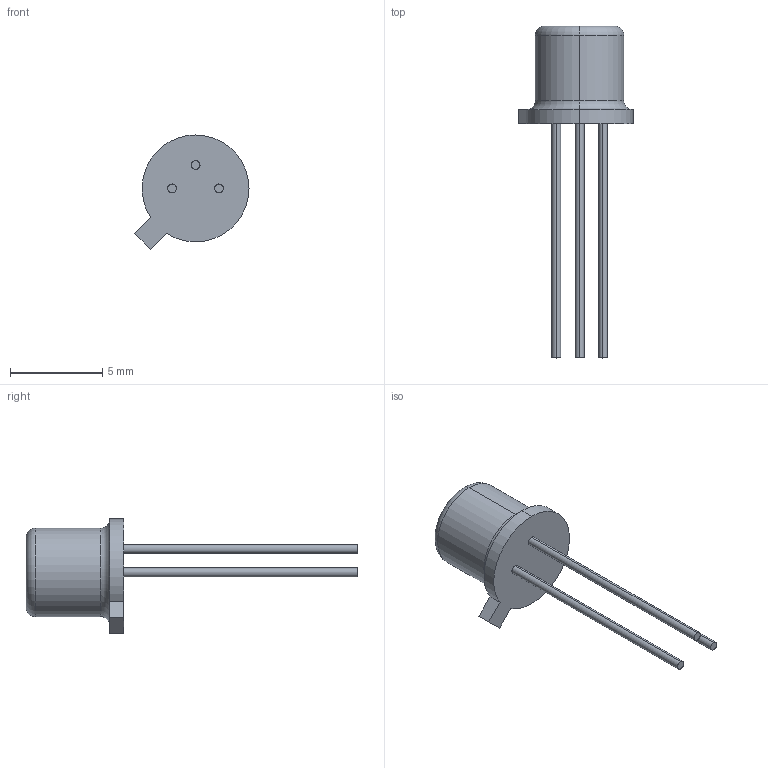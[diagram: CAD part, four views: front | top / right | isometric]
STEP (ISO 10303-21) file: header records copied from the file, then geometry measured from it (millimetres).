
FILE_DESCRIPTION (( 'STEP AP214' ), '1' );
FILE_NAME ('2N2646.STEP', '2021-11-15T12:33:18', ( '' ), ( '' ), 'SwSTEP 2.0', 'SolidWorks 2018', '' );
FILE_SCHEMA (( 'AUTOMOTIVE_DESIGN' ));
Length unit declared in the file: millimetre
Products named in the file (2): 2N2646
Bounding box: 6.19 x 18 x 6.19 mm (x, y, z)
Volume: 110.3 mm3; surface area: 191.8 mm2
Topology: 4 solids, 4 shells, 27 faces, 49 edges, 30 vertices
Faces by surface type: plane 12, cylinder 11, torus 4
Entity records: 1041 total; most frequent: DIRECTION 136, CARTESIAN_POINT 108, ORIENTED_EDGE 98, AXIS2_PLACEMENT_3D 58, EDGE_CURVE 49, UNCERTAINTY_MEASURE_WITH_UNIT 33, FILL_AREA_STYLE 32, PRESENTATION_LAYER_ASSIGNMENT 32
